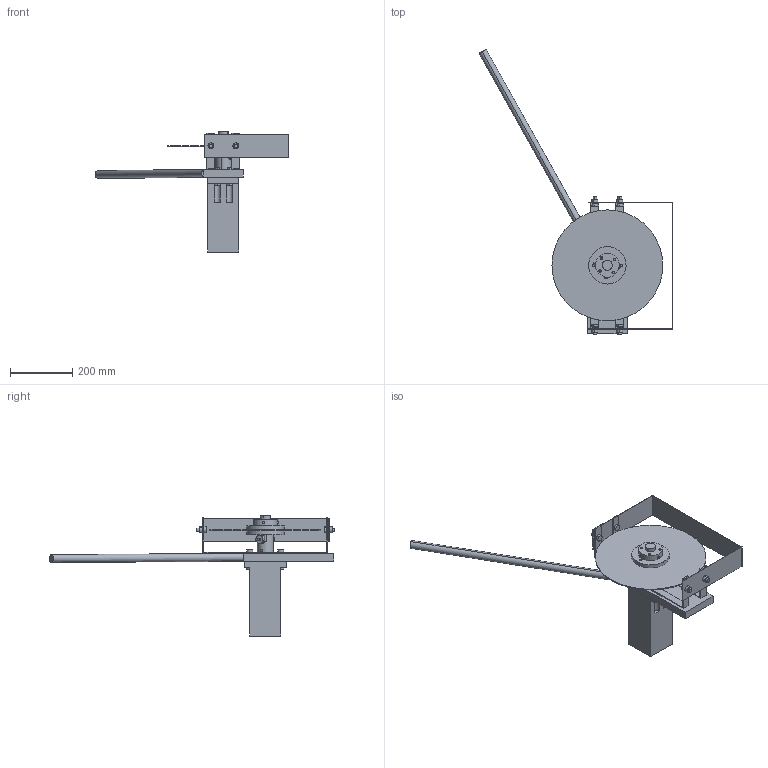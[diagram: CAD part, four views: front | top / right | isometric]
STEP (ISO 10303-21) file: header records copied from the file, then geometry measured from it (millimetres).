
FILE_DESCRIPTION (( 'STEP AP203' ), '1' );
FILE_NAME ('DriveAssembly.STEP', '2012-05-25T19:09:27', ( '' ), ( '' ), 'SwSTEP 2.0', 'SolidWorks 2010', '' );
FILE_SCHEMA (( 'CONFIG_CONTROL_DESIGN' ));
Length unit declared in the file: millimetre
Products named in the file (19): InterfacePlate; HydraulicMotor; ShaftCoupling; Spindle; BladeGuardSupport; BladeGuard; Blade; MountDisc; BladeGuardNut; InterfaceBolt; BladeGuardBolt; OperationHandle; CouplingPin; PinCollar; CouplingSetscrew; Pin; DriveCollar; CollarSetscrew; DriveAssembly
Assembly tree (44 placements, depth 2):
  DriveAssembly
    Blade
    PinCollar  x2
    BladeGuardSupport  x2
    BladeGuardBolt  x8
    CollarSetscrew  x8
    MountDisc  x2
    CouplingSetscrew  x3
    BladeGuardNut  x4
    BladeGuard
    Pin  x2
    InterfacePlate
    InterfaceBolt  x4
    HydraulicMotor
    CouplingPin
    DriveCollar
    ShaftCoupling
    OperationHandle
    Spindle
Bounding box: 621.36 x 914.14 x 385 mm (x, y, z)
Volume: 4809401 mm3; surface area: 871658.6 mm2
Topology: 44 solids, 44 shells, 371 faces, 836 edges, 556 vertices
Faces by surface type: cylinder 230, plane 141
Entity records: 10541 total; most frequent: CARTESIAN_POINT 2442, DIRECTION 1198, ORIENTED_EDGE 1036, EDGE_CURVE 518, AXIS2_PLACEMENT_3D 480, VERTEX_POINT 344, EDGE_LOOP 294, VECTOR 238
